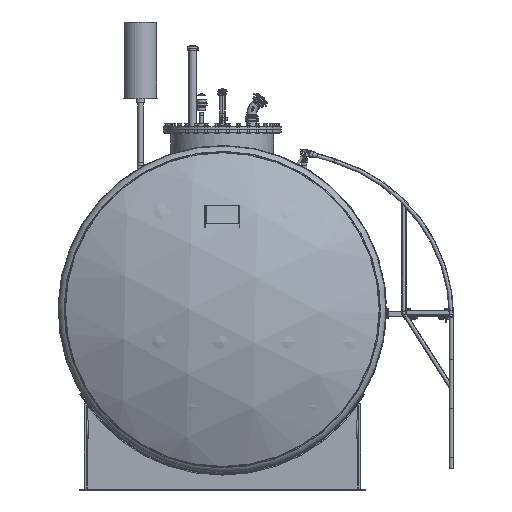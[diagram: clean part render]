
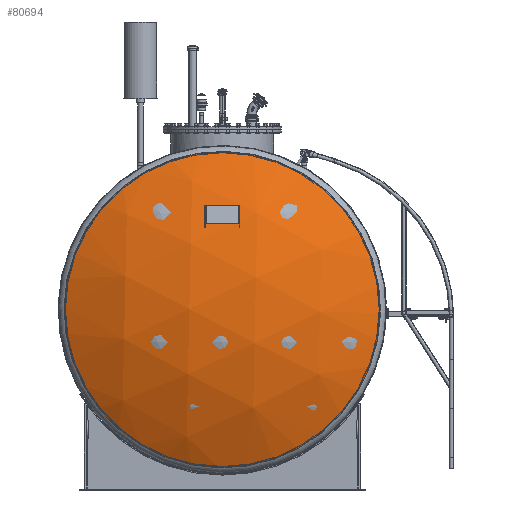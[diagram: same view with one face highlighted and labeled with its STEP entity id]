
A CAD part, left-side view. The second image highlights one B-rep face of the part: STEP entity #80694.
In plain terms, the highlighted spherical face has radius 2011 mm.
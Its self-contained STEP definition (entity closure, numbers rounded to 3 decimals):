
#20378=FACE_OUTER_BOUND('',#25168,.T.);
#25168=EDGE_LOOP('',(#53195));
#30618=CIRCLE('',#85935,967.72);
#33793=VERTEX_POINT('',#116156);
#41369=EDGE_CURVE('',#33793,#33793,#30618,.T.);
#53195=ORIENTED_EDGE('',*,*,#41369,.T.);
#75821=SPHERICAL_SURFACE('',#85937,2011.);
#80694=ADVANCED_FACE('',(#20378),#75821,.T.);
#85935=AXIS2_PLACEMENT_3D('',#116157,#93913,#93914);
#85937=AXIS2_PLACEMENT_3D('',#116159,#93917,#93918);
#93913=DIRECTION('center_axis',(-1.,0.,0.));
#93914=DIRECTION('ref_axis',(0.,-0.022,
1.));
#93917=DIRECTION('center_axis',(0.,1.,
0.022));
#93918=DIRECTION('ref_axis',(0.,-0.022,
1.));
#116156=CARTESIAN_POINT('',(-3967.804,967.494,20.892));
#116157=CARTESIAN_POINT('Origin',(-3967.804,0.,
0.));
#116159=CARTESIAN_POINT('Origin',(-2204.954,0.,
0.));
